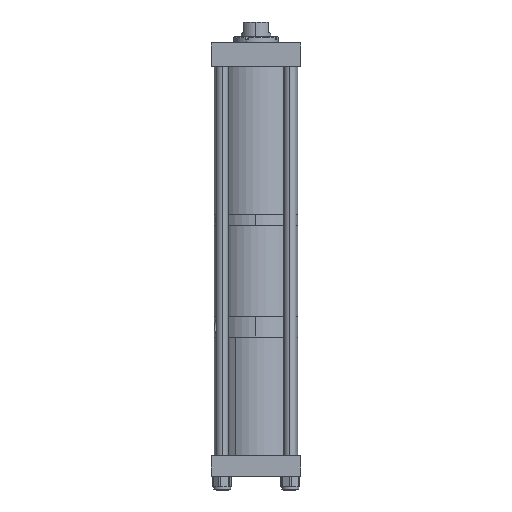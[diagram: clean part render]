
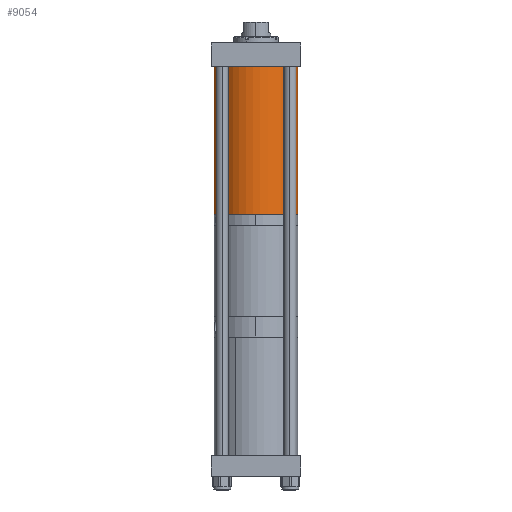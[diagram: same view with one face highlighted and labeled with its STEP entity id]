
A CAD part, left-side view. The second image highlights one B-rep face of the part: STEP entity #9054.
In plain terms, the highlighted cylindrical face has radius 88.9 mm (diameter 177.8 mm), a partial arc.
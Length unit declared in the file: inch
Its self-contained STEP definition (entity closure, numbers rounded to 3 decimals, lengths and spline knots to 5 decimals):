
#321 = LINE ( 'NONE', #6336, #2365 ) ;
#448 = LINE ( 'NONE', #894, #10067 ) ;
#663 = VERTEX_POINT ( 'NONE', #4068 ) ;
#894 = CARTESIAN_POINT ( 'NONE',  ( -3.5, 0., 12.33 ) ) ;
#1493 = DIRECTION ( 'NONE',  ( -1., 0., 0. ) ) ;
#1607 = EDGE_CURVE ( 'NONE', #3341, #6960, #321, .T. ) ;
#1922 = CARTESIAN_POINT ( 'NONE',  ( 0., 0., 0. ) ) ;
#2158 = ORIENTED_EDGE ( 'NONE', *, *, #1607, .F. ) ;
#2365 = VECTOR ( 'NONE', #8076, 39.37008 ) ;
#2371 = CIRCLE ( 'NONE', #6014, 3.5 ) ;
#2428 = EDGE_CURVE ( 'NONE', #663, #3714, #448, .T. ) ;
#2842 = DIRECTION ( 'NONE',  ( 0., 0., 1. ) ) ;
#2990 = CARTESIAN_POINT ( 'NONE',  ( 3.5, 0., 0. ) ) ;
#3121 = CARTESIAN_POINT ( 'NONE',  ( 0., 0., 12.33 ) ) ;
#3179 = ORIENTED_EDGE ( 'NONE', *, *, #2428, .T. ) ;
#3198 = EDGE_CURVE ( 'NONE', #663, #3341, #8830, .T. ) ;
#3341 = VERTEX_POINT ( 'NONE', #4222 ) ;
#3487 = AXIS2_PLACEMENT_3D ( 'NONE', #3121, #3994, #1493 ) ;
#3714 = VERTEX_POINT ( 'NONE', #4488 ) ;
#3994 = DIRECTION ( 'NONE',  ( 0., 0., -1. ) ) ;
#4068 = CARTESIAN_POINT ( 'NONE',  ( -3.5, 0., 12.33 ) ) ;
#4222 = CARTESIAN_POINT ( 'NONE',  ( 3.5, 0., 12.33 ) ) ;
#4488 = CARTESIAN_POINT ( 'NONE',  ( -3.5, 0., 0. ) ) ;
#4846 = DIRECTION ( 'NONE',  ( 0., 0., 1. ) ) ;
#5746 = FACE_OUTER_BOUND ( 'NONE', #10140, .T. ) ;
#6014 = AXIS2_PLACEMENT_3D ( 'NONE', #1922, #2842, #6330 ) ;
#6330 = DIRECTION ( 'NONE',  ( 1., 0., 0. ) ) ;
#6336 = CARTESIAN_POINT ( 'NONE',  ( 3.5, 0., 12.33 ) ) ;
#6460 = ORIENTED_EDGE ( 'NONE', *, *, #8158, .T. ) ;
#6960 = VERTEX_POINT ( 'NONE', #2990 ) ;
#8076 = DIRECTION ( 'NONE',  ( 0., 0., -1. ) ) ;
#8158 = EDGE_CURVE ( 'NONE', #3714, #6960, #2371, .T. ) ;
#8296 = DIRECTION ( 'NONE',  ( 1., 0., 0. ) ) ;
#8830 = CIRCLE ( 'NONE', #9528, 3.5 ) ;
#9054 = ADVANCED_FACE ( 'NONE', ( #5746 ), #10354, .T. ) ;
#9528 = AXIS2_PLACEMENT_3D ( 'NONE', #10024, #4846, #8296 ) ;
#9691 = ORIENTED_EDGE ( 'NONE', *, *, #3198, .F. ) ;
#10024 = CARTESIAN_POINT ( 'NONE',  ( 0., 0., 12.33 ) ) ;
#10067 = VECTOR ( 'NONE', #10434, 39.37008 ) ;
#10140 = EDGE_LOOP ( 'NONE', ( #2158, #9691, #3179, #6460 ) ) ;
#10354 = CYLINDRICAL_SURFACE ( 'NONE', #3487, 3.5 ) ;
#10434 = DIRECTION ( 'NONE',  ( 0., 0., -1. ) ) ;
